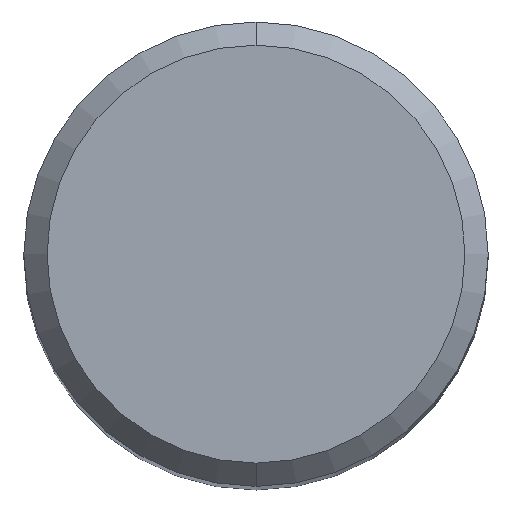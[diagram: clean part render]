
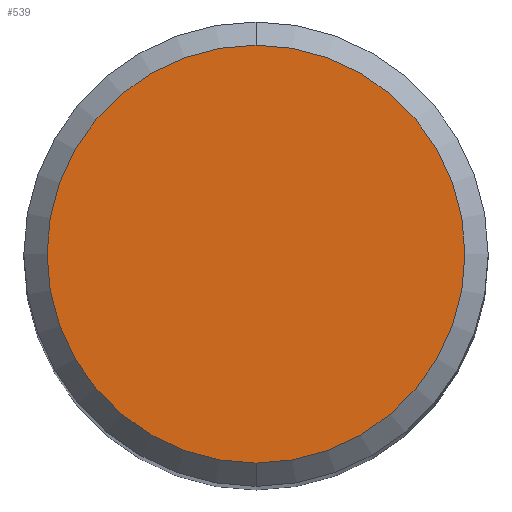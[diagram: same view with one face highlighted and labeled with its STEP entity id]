
A CAD part, top view. The second image highlights one B-rep face of the part: STEP entity #539.
In plain terms, the highlighted planar face has unit normal (0, 0, 1).
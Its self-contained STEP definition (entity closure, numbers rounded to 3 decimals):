
#353=VERTEX_POINT('',#966);
#539=ADVANCED_FACE('',(#1163),#1164,.T.);
#669=VERTEX_POINT('',#1307);
#691=EDGE_CURVE('',#669,#353,#1332,.T.);
#881=EDGE_CURVE('',#353,#669,#1542,.T.);
#966=CARTESIAN_POINT('',(0.,-4.5,0.0));
#1163=FACE_OUTER_BOUND('',#3262,.T.);
#1164=PLANE('',#3263);
#1307=CARTESIAN_POINT('',(0.0,4.5,0.0));
#1332=CIRCLE('',#4663,4.5);
#1542=CIRCLE('',#5357,4.5);
#3262=EDGE_LOOP('',(#5701,#5702));
#3263=AXIS2_PLACEMENT_3D('',#5703,#5704,#5705);
#4663=AXIS2_PLACEMENT_3D('',#5912,#5913,#5914);
#5357=AXIS2_PLACEMENT_3D('',#6139,#6140,#6141);
#5701=ORIENTED_EDGE('',*,*,#691,.F.);
#5702=ORIENTED_EDGE('',*,*,#881,.F.);
#5703=CARTESIAN_POINT('',(0.0,2.25,0.0));
#5704=DIRECTION('',(-0.0,0.0,1.0));
#5705=DIRECTION('',(0.0,-1.0,0.0));
#5912=CARTESIAN_POINT('',(0.0,0.0,0.0));
#5913=DIRECTION('',(0.0,0.0,-1.0));
#5914=DIRECTION('',(0.0,1.0,0.0));
#6139=CARTESIAN_POINT('',(0.0,0.0,0.0));
#6140=DIRECTION('',(0.0,0.0,-1.0));
#6141=DIRECTION('',(0.0,1.0,0.0));
